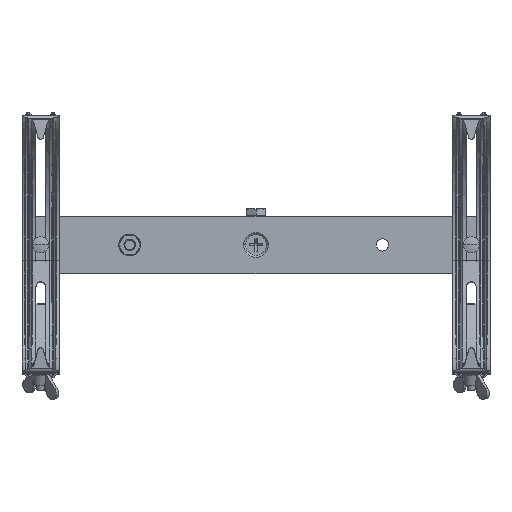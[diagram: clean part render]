
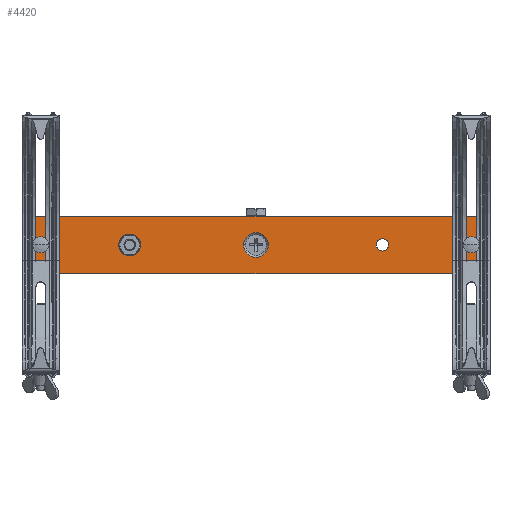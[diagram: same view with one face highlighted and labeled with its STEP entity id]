
A CAD part, top view. The second image highlights one B-rep face of the part: STEP entity #4420.
In plain terms, the highlighted planar face has unit normal (0, 0, 1).
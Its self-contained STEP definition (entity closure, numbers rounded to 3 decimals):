
#100=CARTESIAN_POINT('',(-179.729,-4.113,
-91.875));
#110=VERTEX_POINT('',#100);
#280=CARTESIAN_POINT('',(138.065,-4.113,
-91.875));
#290=VERTEX_POINT('',#280);
#320=CARTESIAN_POINT('',(-62.766,-4.113,-91.875)
);
#330=DIRECTION('',(1.,0.,0.));
#340=VECTOR('',#330,1.);
#350=LINE('',#320,#340);
#360=EDGE_CURVE('',#110,#290,#350,.T.);
#500=CARTESIAN_POINT('',(-179.729,-44.113,-91.875)
);
#510=VERTEX_POINT('',#500);
#640=CARTESIAN_POINT('',(-116.832,-24.113,-91.875));
#650=DIRECTION('',(0.,0.,-1.));
#660=DIRECTION('',(-1.,0.,0.));
#670=AXIS2_PLACEMENT_3D('',#640,#650,#660);
#680=CIRCLE('',#670,66.);
#690=EDGE_CURVE('',#510,#110,#680,.T.);
#850=CARTESIAN_POINT('',(-12.282,-24.113,-91.875));
#860=VERTEX_POINT('',#850);
#1060=CARTESIAN_POINT('',(-29.382,-24.113,-91.875));
#1070=VERTEX_POINT('',#1060);
#1100=CARTESIAN_POINT('',(-20.832,-24.113,-91.875));
#1110=DIRECTION('',(0.,0.,1.));
#1120=DIRECTION('',(1.,0.,0.));
#1130=AXIS2_PLACEMENT_3D('',#1100,#1110,#1120);
#1140=CIRCLE('',#1130,8.55);
#1150=CARTESIAN_POINT('',(-20.832,-15.563,-91.875));
#1160=VERTEX_POINT('',#1150);
#1170=EDGE_CURVE('',#1160,#1070,#1140,.T.);
#1190=EDGE_CURVE('',#860,#1160,#1140,.T.);
#1690=EDGE_CURVE('',#1070,#860,#1140,.T.);
#1970=CARTESIAN_POINT('',(-113.082,-24.113,-91.875));
#1980=VERTEX_POINT('',#1970);
#2160=CARTESIAN_POINT('',(-104.582,-24.113,-91.875));
#2170=VERTEX_POINT('',#2160);
#2200=CARTESIAN_POINT('',(-108.832,-24.113,-91.875));
#2210=DIRECTION('',(0.,0.,-1.));
#2220=DIRECTION('',(-1.,0.,0.));
#2230=AXIS2_PLACEMENT_3D('',#2200,#2210,#2220);
#2240=CIRCLE('',#2230,4.25);
#2250=EDGE_CURVE('',#2170,#1980,#2240,.T.);
#2350=EDGE_CURVE('',#1980,#2170,#2240,.T.);
#2530=CARTESIAN_POINT('',(-175.082,-24.113,-91.875));
#2540=VERTEX_POINT('',#2530);
#2590=CARTESIAN_POINT('',(-170.832,-24.113,-91.875));
#2600=DIRECTION('',(0.,0.,-1.));
#2610=DIRECTION('',(-1.,0.,0.));
#2620=AXIS2_PLACEMENT_3D('',#2590,#2600,#2610);
#2630=CIRCLE('',#2620,4.25);
#2640=CARTESIAN_POINT('',(-166.582,-24.113,-91.875));
#2650=VERTEX_POINT('',#2640);
#2660=EDGE_CURVE('',#2540,#2650,#2630,.T.);
#2950=CARTESIAN_POINT('',(62.918,-24.113,-91.875));
#2960=VERTEX_POINT('',#2950);
#3140=CARTESIAN_POINT('',(71.418,-24.113,-91.875));
#3150=VERTEX_POINT('',#3140);
#3180=CARTESIAN_POINT('',(67.168,-24.113,-91.875));
#3190=DIRECTION('',(0.,0.,1.));
#3200=DIRECTION('',(1.,0.,0.));
#3210=AXIS2_PLACEMENT_3D('',#3180,#3190,#3200);
#3220=CIRCLE('',#3210,4.25);
#3230=EDGE_CURVE('',#2960,#3150,#3220,.T.);
#3370=CARTESIAN_POINT('',(138.065,-44.113,-91.875)
);
#3380=VERTEX_POINT('',#3370);
#3500=CARTESIAN_POINT('',(-61.522,-44.113,-91.875));
#3510=DIRECTION('',(1.,0.,0.));
#3520=VECTOR('',#3510,1.);
#3530=LINE('',#3500,#3520);
#3540=EDGE_CURVE('',#510,#3380,#3530,.T.);
#3680=CARTESIAN_POINT('',(124.918,-24.113,-91.875));
#3690=VERTEX_POINT('',#3680);
#3740=CARTESIAN_POINT('',(129.168,-24.113,-91.875));
#3750=DIRECTION('',(0.,0.,1.));
#3760=DIRECTION('',(1.,0.,0.));
#3770=AXIS2_PLACEMENT_3D('',#3740,#3750,#3760);
#3780=CIRCLE('',#3770,4.25);
#3790=CARTESIAN_POINT('',(133.418,-24.113,-91.875));
#3800=VERTEX_POINT('',#3790);
#3810=EDGE_CURVE('',#3800,#3690,#3780,.T.);
#4010=CARTESIAN_POINT('',(-35.733,-21.289,
-91.875));
#4020=DIRECTION('',(0.,0.,-1.));
#4030=DIRECTION('',(-1.,0.,0.));
#4040=AXIS2_PLACEMENT_3D('',#4010,#4020,#4030);
#4050=PLANE('',#4040);
#4060=ORIENTED_EDGE('',*,*,#690,.F.);
#4070=ORIENTED_EDGE('',*,*,#360,.F.);
#4080=CARTESIAN_POINT('',(75.168,-24.113,-91.875)
);
#4090=DIRECTION('',(0.,0.,1.));
#4100=DIRECTION('',(1.,0.,0.));
#4110=AXIS2_PLACEMENT_3D('',#4080,#4090,#4100);
#4120=CIRCLE('',#4110,66.);
#4130=EDGE_CURVE('',#3380,#290,#4120,.T.);
#4140=ORIENTED_EDGE('',*,*,#4130,.T.);
#4150=ORIENTED_EDGE('',*,*,#3540,.T.);
#4160=EDGE_LOOP('',(#4150,#4140,#4070,#4060));
#4170=FACE_OUTER_BOUND('',#4160,.T.);
#4180=EDGE_CURVE('',#3150,#2960,#3220,.T.);
#4190=ORIENTED_EDGE('',*,*,#4180,.F.);
#4200=ORIENTED_EDGE('',*,*,#3230,.F.);
#4210=EDGE_LOOP('',(#4200,#4190));
#4220=FACE_BOUND('',#4210,.T.);
#4230=EDGE_CURVE('',#3690,#3800,#3780,.T.);
#4240=ORIENTED_EDGE('',*,*,#4230,.F.);
#4250=ORIENTED_EDGE('',*,*,#3810,.F.);
#4260=EDGE_LOOP('',(#4250,#4240));
#4270=FACE_BOUND('',#4260,.T.);
#4280=ORIENTED_EDGE('',*,*,#2350,.T.);
#4290=ORIENTED_EDGE('',*,*,#2250,.T.);
#4300=EDGE_LOOP('',(#4290,#4280));
#4310=FACE_BOUND('',#4300,.T.);
#4320=EDGE_CURVE('',#2650,#2540,#2630,.T.);
#4330=ORIENTED_EDGE('',*,*,#4320,.T.);
#4340=ORIENTED_EDGE('',*,*,#2660,.T.);
#4350=EDGE_LOOP('',(#4340,#4330));
#4360=FACE_BOUND('',#4350,.T.);
#4370=ORIENTED_EDGE('',*,*,#1170,.F.);
#4380=ORIENTED_EDGE('',*,*,#1690,.F.);
#4390=ORIENTED_EDGE('',*,*,#1190,.F.);
#4400=EDGE_LOOP('',(#4390,#4380,#4370));
#4410=FACE_BOUND('',#4400,.T.);
#4420=ADVANCED_FACE('',(#4170,#4220,#4270,#4310,#4360,#4410),#4050,.F.);
